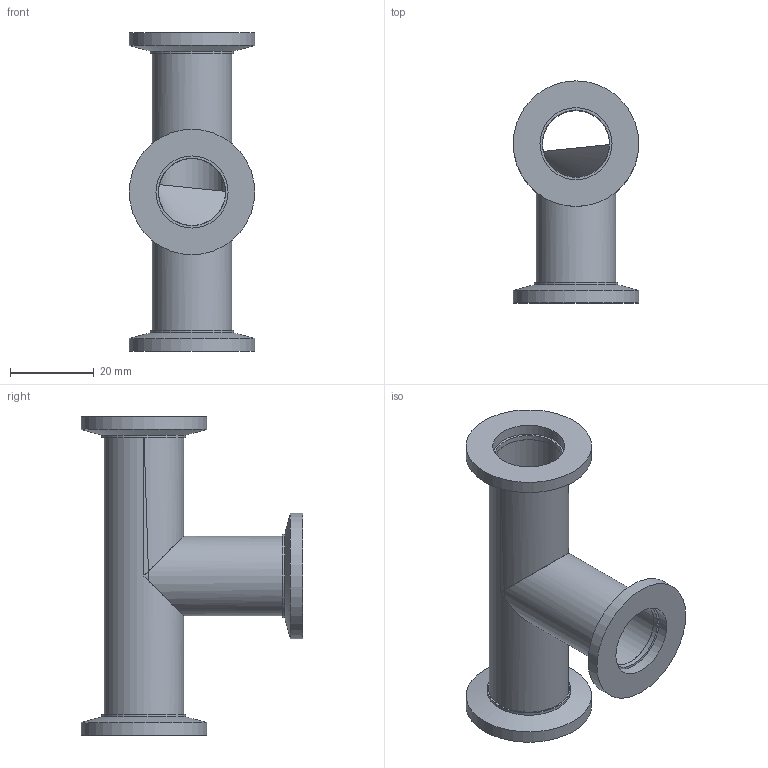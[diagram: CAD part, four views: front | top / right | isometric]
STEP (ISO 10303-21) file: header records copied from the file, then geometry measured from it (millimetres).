
FILE_DESCRIPTION(/* description */ (''),/* implementation_level */ '2;1');
FILE_NAME(/* name */ 'FL-T16KF.stp',/* time_stamp */ '2018-11-20T12:01:07+00:00',/* author */ ('paul'),/* organization */ (''),/* preprocessor_version */ 'ST-DEVELOPER v17.2',/* originating_system */ 'Autodesk Inventor 2019',/* authorisation */ '');
FILE_SCHEMA (('AUTOMOTIVE_DESIGN { 1 0 10303 214 3 1 1 }'));
Length unit declared in the file: millimetre
Products named in the file (4): FL-T25KF; Tube1; Tube; FL-16KF-19W
Assembly tree (5 placements, depth 2):
  FL-T25KF
    Tube1
    Tube
    FL-16KF-19W  x3
Bounding box: 30 x 53 x 76 mm (x, y, z)
Volume: 12924.9 mm3; surface area: 15383.8 mm2
Topology: 5 solids, 5 shells, 41 faces, 102 edges, 74 vertices
Faces by surface type: plane 19, cylinder 19, cone 3
Full cylindrical faces by diameter (mm): 16 x2, 16.1 x3, 17.2 x3, 19 x2, 19.3 x3, 20 x3, 30 x3
Entity records: 818 total; most frequent: DIRECTION 144, CARTESIAN_POINT 114, ORIENTED_EDGE 100, AXIS2_PLACEMENT_3D 64, EDGE_CURVE 50, VERTEX_POINT 34, EDGE_LOOP 28, CIRCLE 26
